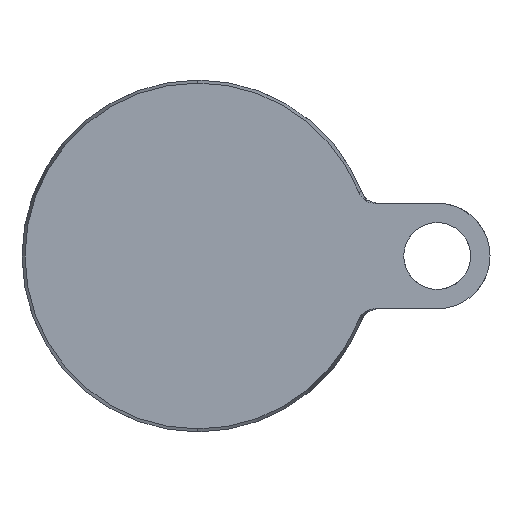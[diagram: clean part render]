
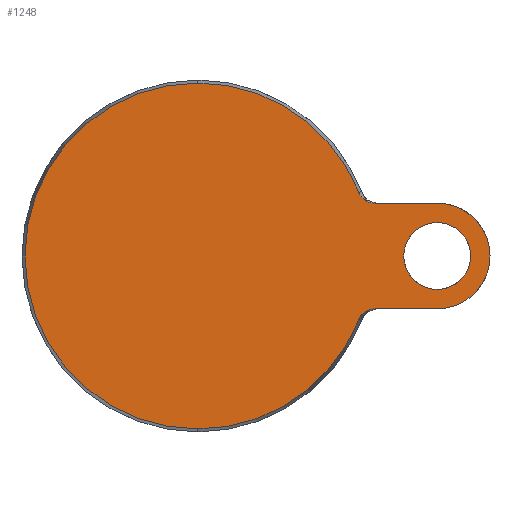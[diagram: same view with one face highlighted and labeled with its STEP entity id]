
A CAD part, front view. The second image highlights one B-rep face of the part: STEP entity #1248.
In plain terms, the highlighted planar face has unit normal (0, -1, 0).
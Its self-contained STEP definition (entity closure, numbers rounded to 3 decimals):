
#19 = B_SPLINE_CURVE_WITH_KNOTS ( 'NONE', 3,
 ( #585, #701, #560, #672, #41, #1013, #249, #691, #579, #1006, #472, #799, #1230, #264 ),
 .UNSPECIFIED., .F., .F.,
 ( 4, 2, 2, 2, 2, 2, 4 ),
 ( 0., 0.001, 0.002, 0.003, 0.004, 0.004, 0.006 ),
 .UNSPECIFIED. ) ;
#22 = CIRCLE ( 'NONE', #1276, 49.143 ) ;
#26 = EDGE_CURVE ( 'NONE', #698, #758, #748, .T. ) ;
#41 = CARTESIAN_POINT ( 'NONE',  ( 48.407, 0., 15.384 ) ) ;
#42 = VERTEX_POINT ( 'NONE', #937 ) ;
#44 = CARTESIAN_POINT ( 'NONE',  ( 68., 0., 0. ) ) ;
#46 = CARTESIAN_POINT ( 'NONE',  ( 46.1, 0., -17.269 ) ) ;
#50 = AXIS2_PLACEMENT_3D ( 'NONE', #1356, #1363, #508 ) ;
#58 = CARTESIAN_POINT ( 'NONE',  ( 45.848, 0., -17.699 ) ) ;
#65 = EDGE_CURVE ( 'NONE', #185, #42, #688, .T. ) ;
#98 = CARTESIAN_POINT ( 'NONE',  ( -49.143, 0., 0. ) ) ;
#122 = VERTEX_POINT ( 'NONE', #494 ) ;
#134 = CARTESIAN_POINT ( 'NONE',  ( 47.73, 0., -15.726 ) ) ;
#162 = CARTESIAN_POINT ( 'NONE',  ( 68., 0., 0. ) ) ;
#185 = VERTEX_POINT ( 'NONE', #211 ) ;
#198 = CARTESIAN_POINT ( 'NONE',  ( 45.66, 0., 18.169 ) ) ;
#211 = CARTESIAN_POINT ( 'NONE',  ( 68., 0., 9.5 ) ) ;
#240 = CARTESIAN_POINT ( 'NONE',  ( 45.66, 0., -18.169 ) ) ;
#249 = CARTESIAN_POINT ( 'NONE',  ( 47.738, 0., 15.721 ) ) ;
#256 = CARTESIAN_POINT ( 'NONE',  ( 49.862, 0., -15.019 ) ) ;
#260 = ORIENTED_EDGE ( 'NONE', *, *, #1092, .F. ) ;
#263 = CARTESIAN_POINT ( 'NONE',  ( 50.366, 0., -15. ) ) ;
#264 = CARTESIAN_POINT ( 'NONE',  ( 45.66, 0., 18.169 ) ) ;
#267 = EDGE_CURVE ( 'NONE', #476, #698, #435, .T. ) ;
#281 = CARTESIAN_POINT ( 'NONE',  ( 15., 0., -15. ) ) ;
#286 = CIRCLE ( 'NONE', #863, 15. ) ;
#290 = DIRECTION ( 'NONE',  ( 0., 0., 1. ) ) ;
#323 = DIRECTION ( 'NONE',  ( 0., 0., 1. ) ) ;
#355 = EDGE_CURVE ( 'NONE', #380, #1212, #19, .T. ) ;
#358 = CIRCLE ( 'NONE', #1340, 9.5 ) ;
#363 = CARTESIAN_POINT ( 'NONE',  ( 49.116, 0., -15.149 ) ) ;
#370 = DIRECTION ( 'NONE',  ( 0., 0., 1. ) ) ;
#373 = CARTESIAN_POINT ( 'NONE',  ( 48.405, 0., -15.385 ) ) ;
#379 = CARTESIAN_POINT ( 'NONE',  ( 0., 0., 49.143 ) ) ;
#380 = VERTEX_POINT ( 'NONE', #1247 ) ;
#414 = B_SPLINE_CURVE_WITH_KNOTS ( 'NONE', 3,
 ( #240, #58, #46, #1322, #1005, #1328, #1102, #134, #471, #373, #798, #363, #786, #256, #696, #263 ),
 .UNSPECIFIED., .F., .F.,
 ( 4, 2, 2, 2, 2, 2, 2, 4 ),
 ( 0., 0.001, 0.002, 0.003, 0.004, 0.004, 0.005, 0.006 ),
 .UNSPECIFIED. ) ;
#418 = DIRECTION ( 'NONE',  ( 0., 0., -1. ) ) ;
#425 = PLANE ( 'NONE',  #991 ) ;
#432 = VERTEX_POINT ( 'NONE', #1037 ) ;
#435 = CIRCLE ( 'NONE', #813, 49.143 ) ;
#436 = FACE_BOUND ( 'NONE', #729, .T. ) ;
#448 = CARTESIAN_POINT ( 'NONE',  ( 15., 0., 15. ) ) ;
#471 = CARTESIAN_POINT ( 'NONE',  ( 47.952, 0., -15.6 ) ) ;
#472 = CARTESIAN_POINT ( 'NONE',  ( 46.58, 0., 16.677 ) ) ;
#476 = VERTEX_POINT ( 'NONE', #379 ) ;
#494 = CARTESIAN_POINT ( 'NONE',  ( 68., 0., 15. ) ) ;
#508 = DIRECTION ( 'NONE',  ( 0., 0., -1. ) ) ;
#521 = VECTOR ( 'NONE', #940, 1000. ) ;
#544 = AXIS2_PLACEMENT_3D ( 'NONE', #162, #721, #290 ) ;
#546 = VECTOR ( 'NONE', #663, 1000. ) ;
#560 = CARTESIAN_POINT ( 'NONE',  ( 49.366, 0., 15.074 ) ) ;
#579 = CARTESIAN_POINT ( 'NONE',  ( 47.122, 0., 16.157 ) ) ;
#580 = ORIENTED_EDGE ( 'NONE', *, *, #26, .T. ) ;
#585 = CARTESIAN_POINT ( 'NONE',  ( 50.366, 0., 15. ) ) ;
#617 = EDGE_CURVE ( 'NONE', #380, #122, #880, .T. ) ;
#625 = VERTEX_POINT ( 'NONE', #1088 ) ;
#627 = CARTESIAN_POINT ( 'NONE',  ( 68., 0., 0. ) ) ;
#663 = DIRECTION ( 'NONE',  ( 1., 0., 0. ) ) ;
#672 = CARTESIAN_POINT ( 'NONE',  ( 48.644, 0., 15.292 ) ) ;
#688 = CIRCLE ( 'NONE', #544, 9.5 ) ;
#691 = CARTESIAN_POINT ( 'NONE',  ( 47.322, 0., 16. ) ) ;
#696 = CARTESIAN_POINT ( 'NONE',  ( 50.113, 0., -15. ) ) ;
#698 = VERTEX_POINT ( 'NONE', #849 ) ;
#701 = CARTESIAN_POINT ( 'NONE',  ( 49.86, 0., 15. ) ) ;
#721 = DIRECTION ( 'NONE',  ( 0., 1., 0. ) ) ;
#729 = EDGE_LOOP ( 'NONE', ( #1265, #779 ) ) ;
#741 = ORIENTED_EDGE ( 'NONE', *, *, #1008, .F. ) ;
#748 = CIRCLE ( 'NONE', #50, 49.143 ) ;
#757 = DIRECTION ( 'NONE',  ( 0., 1., 0. ) ) ;
#758 = VERTEX_POINT ( 'NONE', #844 ) ;
#772 = ORIENTED_EDGE ( 'NONE', *, *, #617, .F. ) ;
#779 = ORIENTED_EDGE ( 'NONE', *, *, #65, .T. ) ;
#786 = CARTESIAN_POINT ( 'NONE',  ( 49.363, 0., -15.093 ) ) ;
#798 = CARTESIAN_POINT ( 'NONE',  ( 48.637, 0., -15.295 ) ) ;
#799 = CARTESIAN_POINT ( 'NONE',  ( 46.108, 0., 17.258 ) ) ;
#813 = AXIS2_PLACEMENT_3D ( 'NONE', #841, #848, #1275 ) ;
#836 = ORIENTED_EDGE ( 'NONE', *, *, #1196, .T. ) ;
#841 = CARTESIAN_POINT ( 'NONE',  ( 0., 0., 0. ) ) ;
#844 = CARTESIAN_POINT ( 'NONE',  ( 45.66, 0., -18.169 ) ) ;
#848 = DIRECTION ( 'NONE',  ( 0., -1., 0. ) ) ;
#849 = CARTESIAN_POINT ( 'NONE',  ( 0., 0., -49.143 ) ) ;
#863 = AXIS2_PLACEMENT_3D ( 'NONE', #627, #935, #1146 ) ;
#865 = DIRECTION ( 'NONE',  ( 0., -1., 0. ) ) ;
#880 = LINE ( 'NONE', #448, #546 ) ;
#904 = ORIENTED_EDGE ( 'NONE', *, *, #355, .T. ) ;
#919 = ORIENTED_EDGE ( 'NONE', *, *, #267, .T. ) ;
#920 = EDGE_CURVE ( 'NONE', #758, #432, #414, .T. ) ;
#935 = DIRECTION ( 'NONE',  ( 0., 1., 0. ) ) ;
#937 = CARTESIAN_POINT ( 'NONE',  ( 68., 0., -9.5 ) ) ;
#940 = DIRECTION ( 'NONE',  ( -1., 0., 0. ) ) ;
#991 = AXIS2_PLACEMENT_3D ( 'NONE', #98, #757, #323 ) ;
#1005 = CARTESIAN_POINT ( 'NONE',  ( 46.749, 0., -16.497 ) ) ;
#1006 = CARTESIAN_POINT ( 'NONE',  ( 46.751, 0., 16.495 ) ) ;
#1008 = EDGE_CURVE ( 'NONE', #625, #432, #1348, .T. ) ;
#1013 = CARTESIAN_POINT ( 'NONE',  ( 47.955, 0., 15.598 ) ) ;
#1037 = CARTESIAN_POINT ( 'NONE',  ( 50.366, 0., -15. ) ) ;
#1086 = CARTESIAN_POINT ( 'NONE',  ( 0., 0., 0. ) ) ;
#1088 = CARTESIAN_POINT ( 'NONE',  ( 68., 0., -15. ) ) ;
#1091 = FACE_OUTER_BOUND ( 'NONE', #1184, .T. ) ;
#1092 = EDGE_CURVE ( 'NONE', #122, #625, #286, .T. ) ;
#1102 = CARTESIAN_POINT ( 'NONE',  ( 47.314, 0., -16.005 ) ) ;
#1115 = ORIENTED_EDGE ( 'NONE', *, *, #920, .T. ) ;
#1146 = DIRECTION ( 'NONE',  ( 0., 0., -1. ) ) ;
#1184 = EDGE_LOOP ( 'NONE', ( #772, #904, #836, #919, #580, #1115, #741, #260 ) ) ;
#1196 = EDGE_CURVE ( 'NONE', #1212, #476, #22, .T. ) ;
#1212 = VERTEX_POINT ( 'NONE', #198 ) ;
#1230 = CARTESIAN_POINT ( 'NONE',  ( 45.848, 0., 17.699 ) ) ;
#1247 = CARTESIAN_POINT ( 'NONE',  ( 50.366, 0., 15. ) ) ;
#1248 = ADVANCED_FACE ( 'NONE', ( #1091, #436 ), #425, .F. ) ;
#1265 = ORIENTED_EDGE ( 'NONE', *, *, #1272, .T. ) ;
#1272 = EDGE_CURVE ( 'NONE', #42, #185, #358, .T. ) ;
#1275 = DIRECTION ( 'NONE',  ( 0., 0., -1. ) ) ;
#1276 = AXIS2_PLACEMENT_3D ( 'NONE', #1086, #865, #418 ) ;
#1322 = CARTESIAN_POINT ( 'NONE',  ( 46.575, 0., -16.681 ) ) ;
#1326 = DIRECTION ( 'NONE',  ( 0., 1., 0. ) ) ;
#1328 = CARTESIAN_POINT ( 'NONE',  ( 47.118, 0., -16.16 ) ) ;
#1340 = AXIS2_PLACEMENT_3D ( 'NONE', #44, #1326, #370 ) ;
#1348 = LINE ( 'NONE', #281, #521 ) ;
#1356 = CARTESIAN_POINT ( 'NONE',  ( 0., 0., 0. ) ) ;
#1363 = DIRECTION ( 'NONE',  ( 0., -1., 0. ) ) ;
